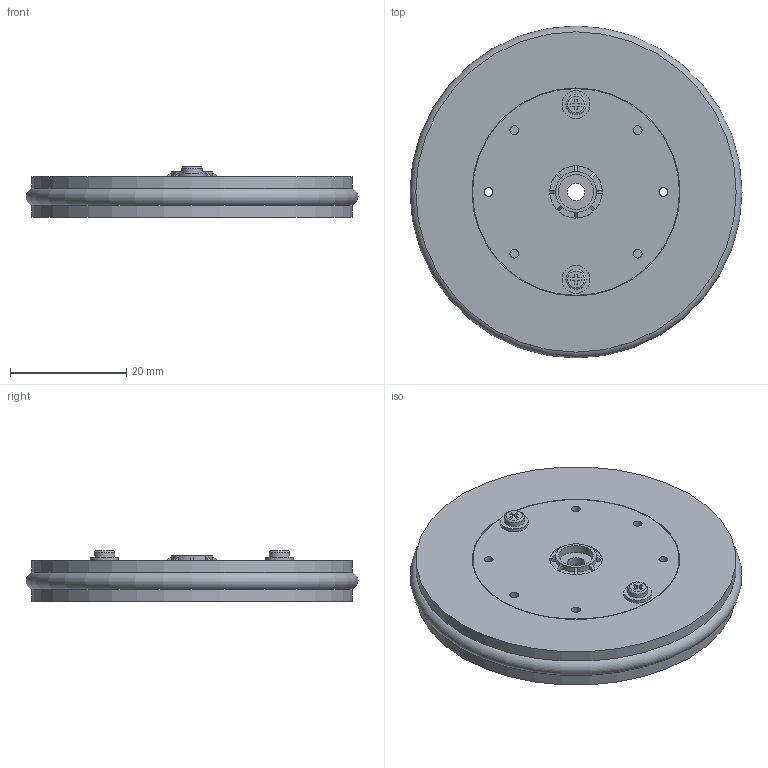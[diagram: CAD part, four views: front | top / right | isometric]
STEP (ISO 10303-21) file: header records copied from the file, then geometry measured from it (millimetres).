
FILE_DESCRIPTION(('FreeCAD Model'),'2;1');
FILE_NAME('Miniskybot-wheel-futaba3003-big-rounded-horn-assembly.stp','2014-08-27T21:59:33',('FreeCAD'),( 'FreeCAD'),'Open CASCADE STEP processor 6.7','FreeCAD','Unknown');
FILE_SCHEMA(('AUTOMOTIVE_DESIGN_CC2 { 1 2 10303 214 -1 1 5 4 }'));
Length unit declared in the file: millimetre
Products named in the file (1): Miniskybot-wheel-futaba3003-rounded-big-horn-assembly
Bounding box: 57 x 57 x 8.7 mm (x, y, z)
Volume: 17210.7 mm3; surface area: 10853.7 mm2
Topology: 5 solids, 5 shells, 121 faces, 262 edges, 161 vertices
Faces by surface type: plane 68, cylinder 38, cone 12, torus 3
Full cylindrical faces by diameter (mm): 1.5 x12, 2.1 x2, 3 x1, 3.44 x2, 4.8 x2, 5.17 x1, 6 x1, 8.95 x1, 9 x1, 9.9 x1, 10 x2, 35.5 x1, 35.7 x1, 55 x2
Entity records: 7801 total; most frequent: CARTESIAN_POINT 1585, DIRECTION 1037, ORIENTED_EDGE 520, PCURVE 520, DEFINITIONAL_REPRESENTATION 520, LINE 518, VECTOR 518, EDGE_CURVE 260
